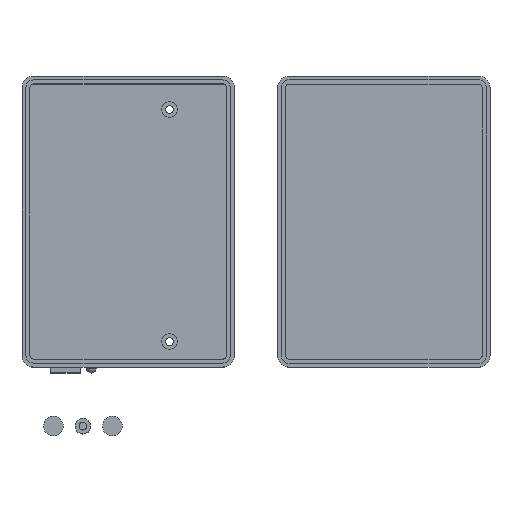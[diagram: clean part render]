
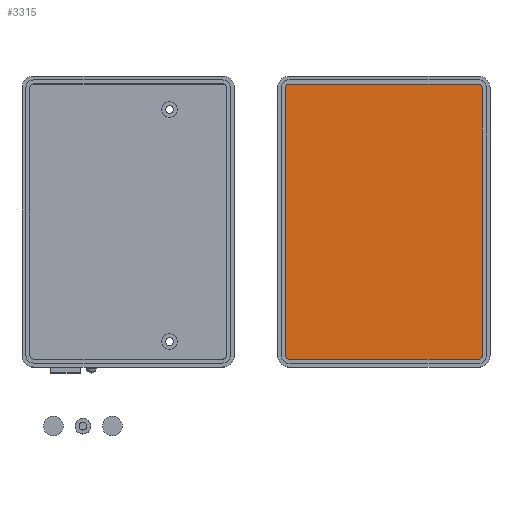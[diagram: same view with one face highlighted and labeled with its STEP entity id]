
A CAD part, top view. The second image highlights one B-rep face of the part: STEP entity #3315.
In plain terms, the highlighted planar face has unit normal (0, 0, 1).
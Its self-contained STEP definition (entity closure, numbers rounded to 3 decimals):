
#186=CIRCLE('',#3618,2.);
#187=CIRCLE('',#3619,2.);
#188=CIRCLE('',#3620,2.);
#189=CIRCLE('',#3621,2.);
#405=FACE_OUTER_BOUND('',#640,.T.);
#640=EDGE_LOOP('',(#2865,#2866,#2867,#2868,#2869,#2870,#2871,#2872));
#982=LINE('',#5396,#1330);
#983=LINE('',#5400,#1331);
#984=LINE('',#5404,#1332);
#985=LINE('',#5408,#1333);
#1330=VECTOR('',#4424,10.);
#1331=VECTOR('',#4427,10.);
#1332=VECTOR('',#4430,10.);
#1333=VECTOR('',#4433,10.);
#1626=VERTEX_POINT('',#5394);
#1627=VERTEX_POINT('',#5395);
#1628=VERTEX_POINT('',#5397);
#1629=VERTEX_POINT('',#5399);
#1630=VERTEX_POINT('',#5401);
#1631=VERTEX_POINT('',#5403);
#1632=VERTEX_POINT('',#5405);
#1633=VERTEX_POINT('',#5407);
#2052=EDGE_CURVE('',#1626,#1627,#982,.T.);
#2053=EDGE_CURVE('',#1628,#1626,#186,.T.);
#2054=EDGE_CURVE('',#1629,#1628,#983,.T.);
#2055=EDGE_CURVE('',#1630,#1629,#187,.T.);
#2056=EDGE_CURVE('',#1631,#1630,#984,.T.);
#2057=EDGE_CURVE('',#1632,#1631,#188,.T.);
#2058=EDGE_CURVE('',#1633,#1632,#985,.T.);
#2059=EDGE_CURVE('',#1627,#1633,#189,.T.);
#2865=ORIENTED_EDGE('',*,*,#2052,.F.);
#2866=ORIENTED_EDGE('',*,*,#2053,.F.);
#2867=ORIENTED_EDGE('',*,*,#2054,.F.);
#2868=ORIENTED_EDGE('',*,*,#2055,.F.);
#2869=ORIENTED_EDGE('',*,*,#2056,.F.);
#2870=ORIENTED_EDGE('',*,*,#2057,.F.);
#2871=ORIENTED_EDGE('',*,*,#2058,.F.);
#2872=ORIENTED_EDGE('',*,*,#2059,.F.);
#3150=PLANE('',#3617);
#3315=ADVANCED_FACE('',(#405),#3150,.F.);
#3617=AXIS2_PLACEMENT_3D('',#5393,#4422,#4423);
#3618=AXIS2_PLACEMENT_3D('',#5398,#4425,#4426);
#3619=AXIS2_PLACEMENT_3D('',#5402,#4428,#4429);
#3620=AXIS2_PLACEMENT_3D('',#5406,#4431,#4432);
#3621=AXIS2_PLACEMENT_3D('',#5409,#4434,#4435);
#4422=DIRECTION('center_axis',(0.,0.,-1.));
#4423=DIRECTION('ref_axis',(-1.,0.,0.));
#4424=DIRECTION('',(1.,0.,0.));
#4425=DIRECTION('center_axis',(0.,0.,-1.));
#4426=DIRECTION('ref_axis',(-1.,0.,0.));
#4427=DIRECTION('',(0.,1.,0.));
#4428=DIRECTION('center_axis',(0.,0.,-1.));
#4429=DIRECTION('ref_axis',(0.,-1.,0.));
#4430=DIRECTION('',(-1.,0.,0.));
#4431=DIRECTION('center_axis',(0.,0.,-1.));
#4432=DIRECTION('ref_axis',(1.,0.,0.));
#4433=DIRECTION('',(0.,-1.,0.));
#4434=DIRECTION('center_axis',(0.,0.,-1.));
#4435=DIRECTION('ref_axis',(0.,1.,0.));
#5393=CARTESIAN_POINT('Origin',(180.,-70.,-2.));
#5394=CARTESIAN_POINT('',(132.,0.,-2.));
#5395=CARTESIAN_POINT('',(228.,0.,-2.));
#5396=CARTESIAN_POINT('',(156.,0.,-2.));
#5397=CARTESIAN_POINT('',(130.,-2.,-2.));
#5398=CARTESIAN_POINT('Origin',(132.,-2.,-2.));
#5399=CARTESIAN_POINT('',(130.,-138.,-2.));
#5400=CARTESIAN_POINT('',(130.,-104.,-2.));
#5401=CARTESIAN_POINT('',(132.,-140.,-2.));
#5402=CARTESIAN_POINT('Origin',(132.,-138.,-2.));
#5403=CARTESIAN_POINT('',(228.,-140.,-2.));
#5404=CARTESIAN_POINT('',(204.,-140.,-2.));
#5405=CARTESIAN_POINT('',(230.,-138.,-2.));
#5406=CARTESIAN_POINT('Origin',(228.,-138.,-2.));
#5407=CARTESIAN_POINT('',(230.,-2.,-2.));
#5408=CARTESIAN_POINT('',(230.,-36.,-2.));
#5409=CARTESIAN_POINT('Origin',(228.,-2.,-2.));
